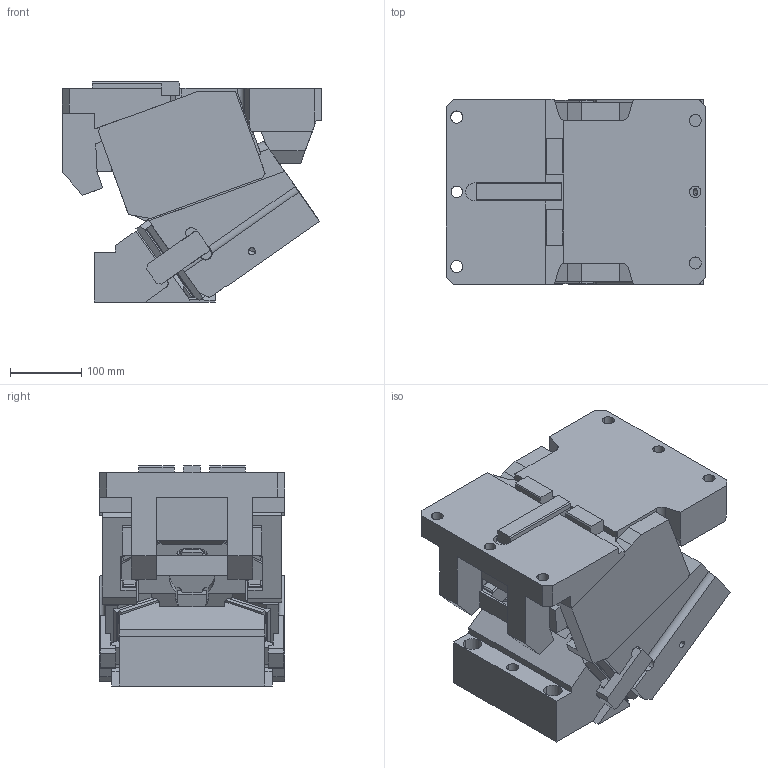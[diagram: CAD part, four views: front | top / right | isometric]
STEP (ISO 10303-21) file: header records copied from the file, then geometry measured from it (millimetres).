
FILE_DESCRIPTION(('CATIA V5 STEP Exchange'),'2;1');
FILE_NAME('CACV_F_260_55.stp','2015-04-27T06:57:30+00:00',('none'),('none'),'CATIA Version 5 Release 19 SP 2 (IN-10)','CATIA V5 STEP AP203','none');
FILE_SCHEMA(('CONFIG_CONTROL_DESIGN'));
Length unit declared in the file: millimetre
Products named in the file (1): CACV_F_260_55
Bounding box: 365 x 260 x 309 mm (x, y, z)
Volume: 17317383.4 mm3; surface area: 949585.2 mm2
Topology: 3 solids, 5 shells, 650 faces, 1948 edges, 1287 vertices
Faces by surface type: plane 466, cylinder 174, cone 6, extrusion 4
Entity records: 22659 total; most frequent: CARTESIAN_POINT 5969, ORIENTED_EDGE 3884, DIRECTION 2775, EDGE_CURVE 1942, VECTOR 1524, LINE 1520, VERTEX_POINT 1287, AXIS2_PLACEMENT_3D 724
